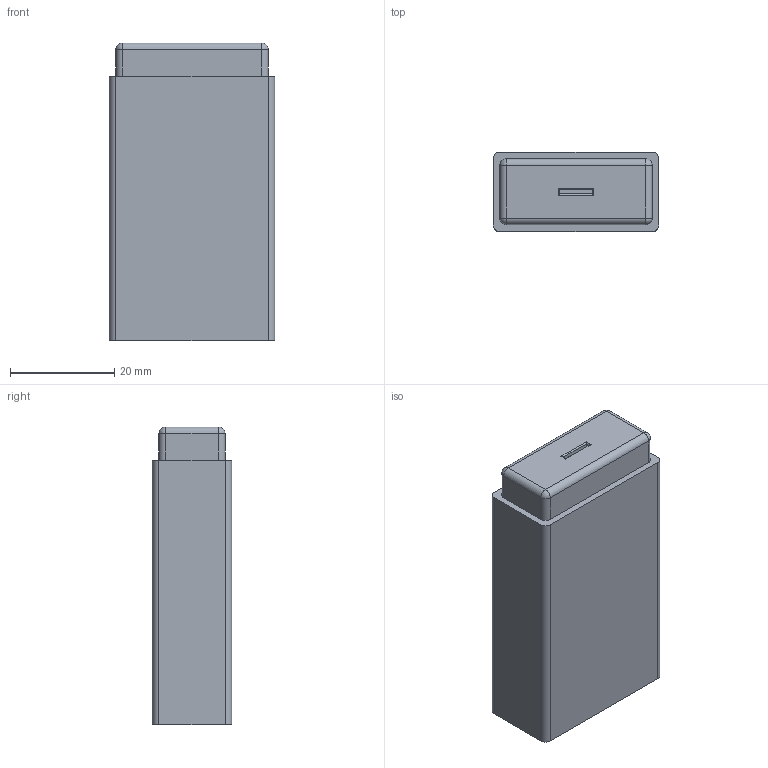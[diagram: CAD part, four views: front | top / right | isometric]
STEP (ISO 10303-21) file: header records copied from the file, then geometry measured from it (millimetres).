
FILE_DESCRIPTION (( 'STEP AP203' ), '1' );
FILE_NAME ('Battery 15000mAh.STEP', '2022-02-19T05:41:37', ( '' ), ( '' ), 'SwSTEP 2.0', 'SolidWorks 2021', '' );
FILE_SCHEMA (( 'CONFIG_CONTROL_DESIGN' ));
Length unit declared in the file: inch
Products named in the file (1): Battery 15000mAh
Bounding box: 31.75 x 15.24 x 57.15 mm (x, y, z)
Volume: 26797.3 mm3; surface area: 6190.8 mm2
Topology: 1 solids, 1 shells, 36 faces, 84 edges, 48 vertices
Faces by surface type: plane 16, cylinder 16, sphere 4
Entity records: 1059 total; most frequent: CARTESIAN_POINT 177, DIRECTION 174, ORIENTED_EDGE 160, EDGE_CURVE 80, AXIS2_PLACEMENT_3D 61, VECTOR 52, LINE 52, VERTEX_POINT 48
